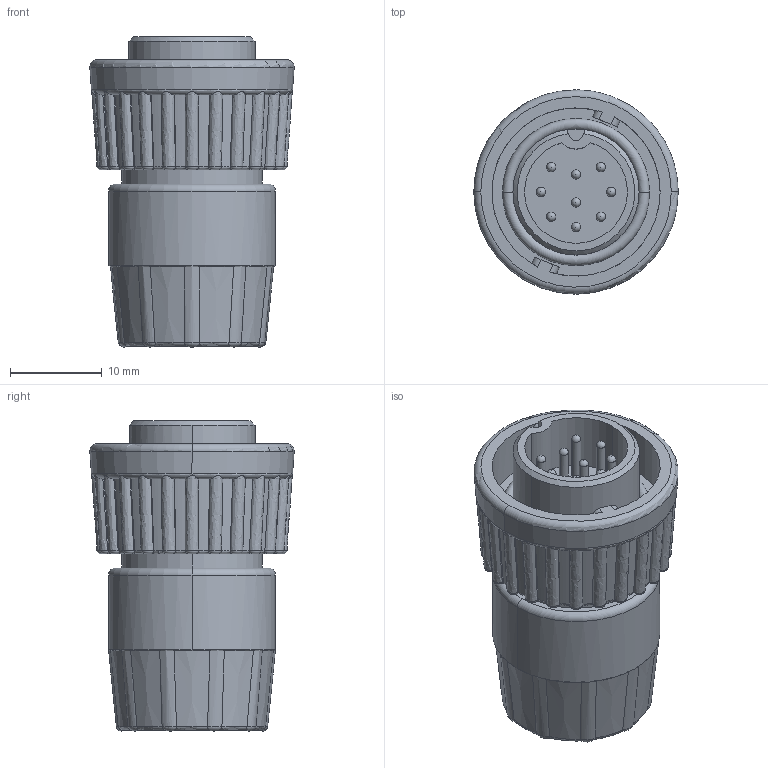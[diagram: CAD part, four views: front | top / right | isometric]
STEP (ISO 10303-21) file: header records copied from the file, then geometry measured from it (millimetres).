
FILE_DESCRIPTION (( 'STEP AP203' ), '1' );
FILE_NAME ('3280-9PG-315.STEP', '2015-02-24T21:52:40', ( '' ), ( '' ), 'SwSTEP 2.0', 'SolidWorks 2014', '' );
FILE_SCHEMA (( 'CONFIG_CONTROL_DESIGN' ));
Length unit declared in the file: inch
Products named in the file (1): 3280-9PG-315
Bounding box: 22.22 x 22.22 x 33.73 mm (x, y, z)
Volume: 7656 mm3; surface area: 3927.8 mm2
Topology: 1 solids, 1 shells, 295 faces, 825 edges, 540 vertices
Faces by surface type: bspline 107, plane 53, cylinder 42, torus 41, cone 38, sphere 14
Entity records: 14648 total; most frequent: CARTESIAN_POINT 8521, ORIENTED_EDGE 1596, DIRECTION 862, EDGE_CURVE 798, VERTEX_POINT 522, B_SPLINE_CURVE_WITH_KNOTS 392, AXIS2_PLACEMENT_3D 384, EDGE_LOOP 312
